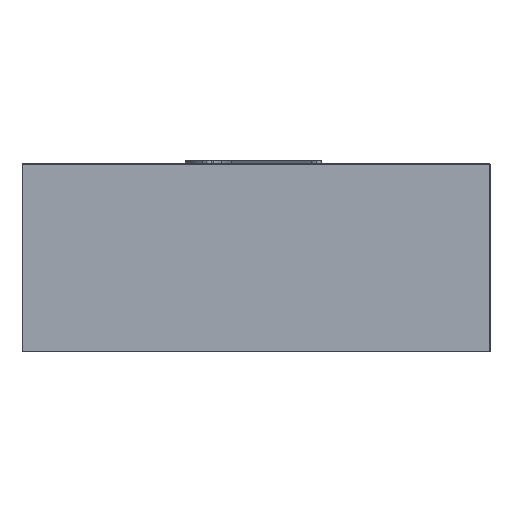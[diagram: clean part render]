
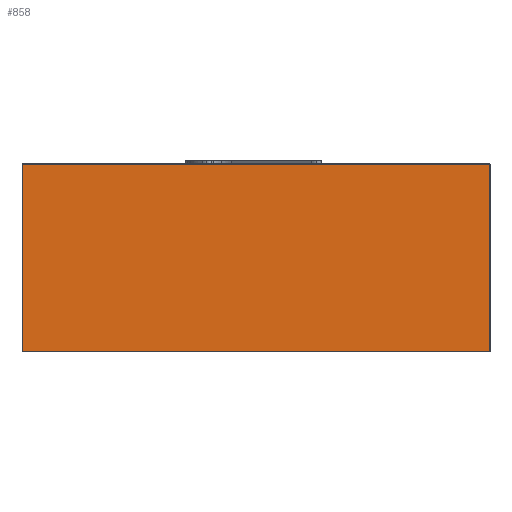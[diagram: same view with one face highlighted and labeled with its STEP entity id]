
A CAD part, left-side view. The second image highlights one B-rep face of the part: STEP entity #858.
In plain terms, the highlighted planar face has unit normal (-1, 0, 0).
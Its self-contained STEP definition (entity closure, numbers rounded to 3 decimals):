
#858=ADVANCED_FACE('',(#1629),#1631,.T.);
#1629=FACE_BOUND('',#1630,.T.);
#1630=EDGE_LOOP('',(#2421,#2422,#2423,#2424));
#1631=PLANE('',#1632);
#1632=AXIS2_PLACEMENT_3D('',#1633,#1634,#1635);
#1633=CARTESIAN_POINT('',(0.,0.,0.));
#1634=DIRECTION('',(-1.,0.,0.));
#1635=DIRECTION('',(0.,-1.,0.));
#2421=ORIENTED_EDGE('',*,*,#2788,.T.);
#2422=ORIENTED_EDGE('',*,*,#2789,.T.);
#2423=ORIENTED_EDGE('',*,*,#2741,.F.);
#2424=ORIENTED_EDGE('',*,*,#2787,.F.);
#2741=EDGE_CURVE('',#3199,#3201,#3202,.T.);
#2787=EDGE_CURVE('',#3280,#3199,#3282,.T.);
#2788=EDGE_CURVE('',#3280,#3283,#3284,.T.);
#2789=EDGE_CURVE('',#3283,#3201,#3285,.T.);
#3199=VERTEX_POINT('',#4160);
#3201=VERTEX_POINT('',#4164);
#3202=LINE('',#4165,#4166);
#3280=VERTEX_POINT('',#4333);
#3282=LINE('',#4337,#4338);
#3283=VERTEX_POINT('',#4340);
#3284=LINE('',#4341,#4342);
#3285=LINE('',#4344,#4345);
#4160=CARTESIAN_POINT('',(0.,0.,0.5));
#4164=CARTESIAN_POINT('',(0.,-1.25,0.5));
#4165=CARTESIAN_POINT('',(0.,0.,0.5));
#4166=VECTOR('',#4167,1.);
#4167=DIRECTION('',(0.,-1.,0.));
#4333=CARTESIAN_POINT('',(0.,0.,0.));
#4337=CARTESIAN_POINT('',(0.,0.,0.));
#4338=VECTOR('',#4339,1.);
#4339=DIRECTION('',(0.,0.,1.));
#4340=CARTESIAN_POINT('',(0.,-1.25,0.));
#4341=CARTESIAN_POINT('',(0.,0.,0.));
#4342=VECTOR('',#4343,1.);
#4343=DIRECTION('',(0.,-1.,0.));
#4344=CARTESIAN_POINT('',(0.,-1.25,0.));
#4345=VECTOR('',#4346,1.);
#4346=DIRECTION('',(0.,0.,1.));
